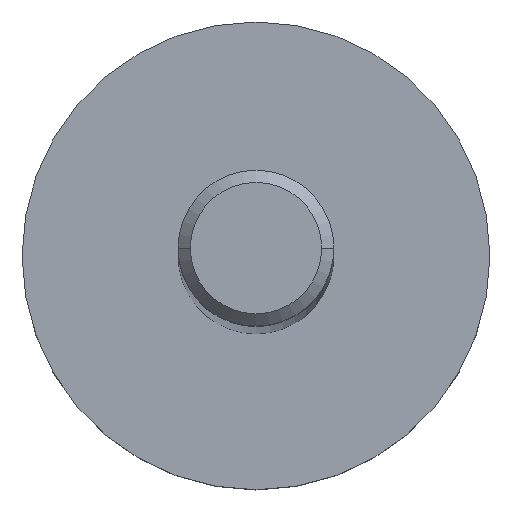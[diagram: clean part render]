
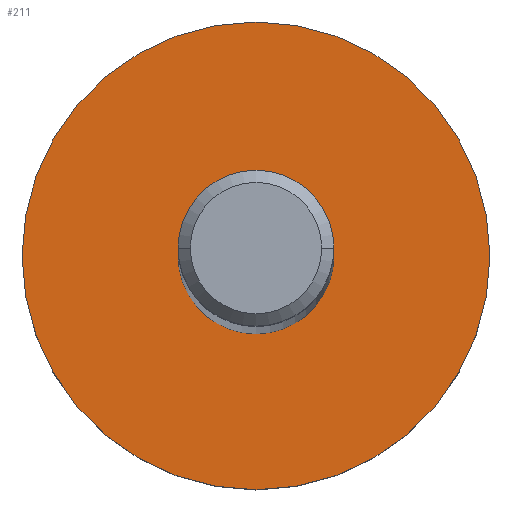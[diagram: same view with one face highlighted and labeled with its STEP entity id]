
A CAD part, top view. The second image highlights one B-rep face of the part: STEP entity #211.
In plain terms, the highlighted planar face has unit normal (0, 0, 1).
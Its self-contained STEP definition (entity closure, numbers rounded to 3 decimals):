
#15=FACE_BOUND('',#52,.T.);
#18=PLANE('',#237);
#36=FACE_OUTER_BOUND('',#51,.T.);
#51=EDGE_LOOP('',(#168,#169));
#52=EDGE_LOOP('',(#170,#171));
#90=CIRCLE('',#233,3.175);
#91=CIRCLE('',#235,9.525);
#93=CIRCLE('',#238,9.525);
#94=CIRCLE('',#239,3.175);
#114=VERTEX_POINT('',#363);
#115=VERTEX_POINT('',#365);
#116=VERTEX_POINT('',#369);
#117=VERTEX_POINT('',#370);
#133=EDGE_CURVE('',#114,#115,#90,.T.);
#135=EDGE_CURVE('',#116,#117,#91,.T.);
#139=EDGE_CURVE('',#117,#116,#93,.T.);
#140=EDGE_CURVE('',#115,#114,#94,.T.);
#168=ORIENTED_EDGE('',*,*,#139,.T.);
#169=ORIENTED_EDGE('',*,*,#135,.T.);
#170=ORIENTED_EDGE('',*,*,#140,.F.);
#171=ORIENTED_EDGE('',*,*,#133,.F.);
#211=ADVANCED_FACE('',(#36,#15),#18,.T.);
#233=AXIS2_PLACEMENT_3D('',#366,#285,#286);
#235=AXIS2_PLACEMENT_3D('',#371,#290,#291);
#237=AXIS2_PLACEMENT_3D('',#377,#296,#297);
#238=AXIS2_PLACEMENT_3D('',#378,#298,#299);
#239=AXIS2_PLACEMENT_3D('',#379,#300,#301);
#285=DIRECTION('center_axis',(0.,0.,1.));
#286=DIRECTION('ref_axis',(-1.,0.,0.));
#290=DIRECTION('center_axis',(0.,0.,1.));
#291=DIRECTION('ref_axis',(-1.,0.,0.));
#296=DIRECTION('center_axis',(0.,0.,1.));
#297=DIRECTION('ref_axis',(-1.,0.,0.));
#298=DIRECTION('center_axis',(0.,0.,1.));
#299=DIRECTION('ref_axis',(-1.,0.,0.));
#300=DIRECTION('center_axis',(0.,0.,1.));
#301=DIRECTION('ref_axis',(-1.,0.,0.));
#363=CARTESIAN_POINT('',(-3.175,0.,-61.));
#365=CARTESIAN_POINT('',(3.175,0.,-61.));
#366=CARTESIAN_POINT('Origin',(0.,0.,-61.));
#369=CARTESIAN_POINT('',(-9.525,0.,-61.));
#370=CARTESIAN_POINT('',(9.525,0.,-61.));
#371=CARTESIAN_POINT('Origin',(0.,0.,-61.));
#377=CARTESIAN_POINT('Origin',(0.,0.,-61.));
#378=CARTESIAN_POINT('Origin',(0.,0.,-61.));
#379=CARTESIAN_POINT('Origin',(0.,0.,-61.));
